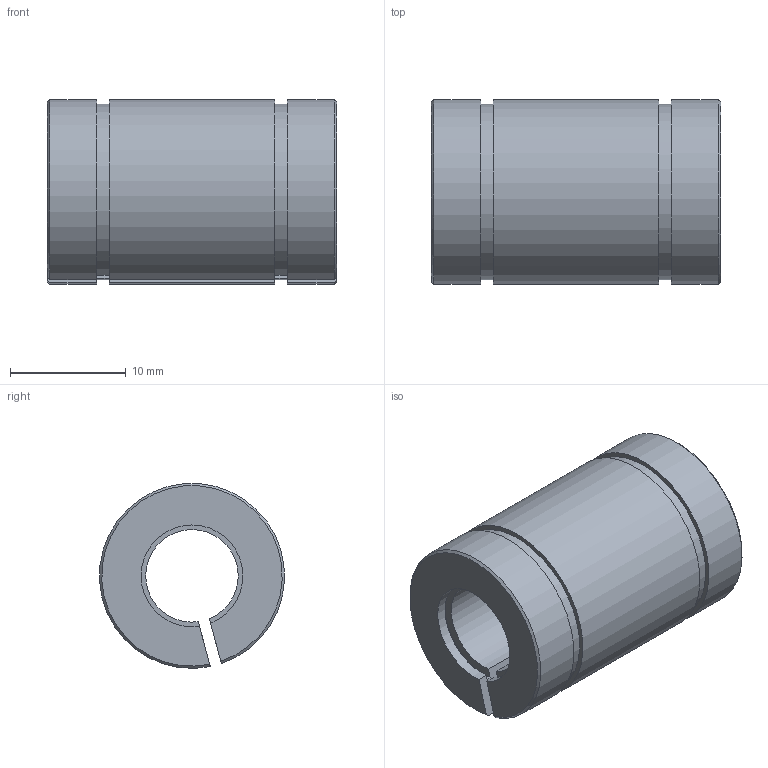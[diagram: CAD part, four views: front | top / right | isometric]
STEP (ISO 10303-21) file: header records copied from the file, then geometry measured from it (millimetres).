
FILE_DESCRIPTION( ( 'STEP AP214' ), '1' );
FILE_NAME( 'KB_8G_UU-AJ_2_14.stp', ' ', ( ' ' ), ( ' ' ), 'PSStep 15.0.47', 'PARTsolutions', ' ' );
FILE_SCHEMA( ( 'AUTOMOTIVE_DESIGN { 1 0 10303 214 1 1 1 1 }' ) );
Length unit declared in the file: millimetre
Products named in the file (2): KB 8G UU-AJ; _KB 8G-AJ 
Assembly tree (1 placements, depth 2):
  KB 8G UU-AJ
    _KB 8G-AJ 
Bounding box: 25 x 15.98 x 15.97 mm (x, y, z)
Volume: 3592.2 mm3; surface area: 2437.2 mm2
Topology: 1 solids, 1 shells, 24 faces, 66 edges, 44 vertices
Faces by surface type: plane 12, cylinder 10, cone 2
Entity records: 1006 total; most frequent: CARTESIAN_POINT 148, DIRECTION 136, ORIENTED_EDGE 132, EDGE_CURVE 66, AXIS2_PLACEMENT_3D 48, VERTEX_POINT 44, LINE 40, VECTOR 40
